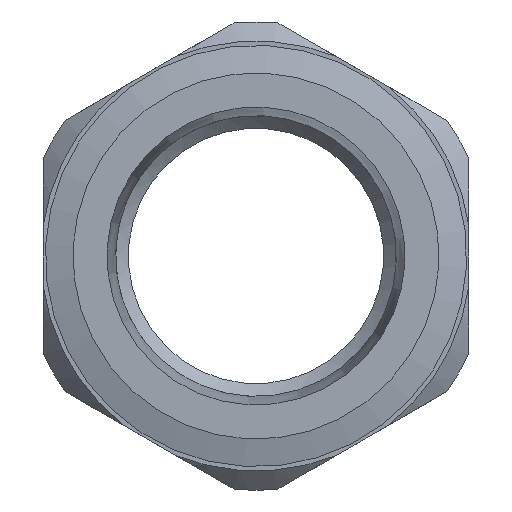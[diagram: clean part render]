
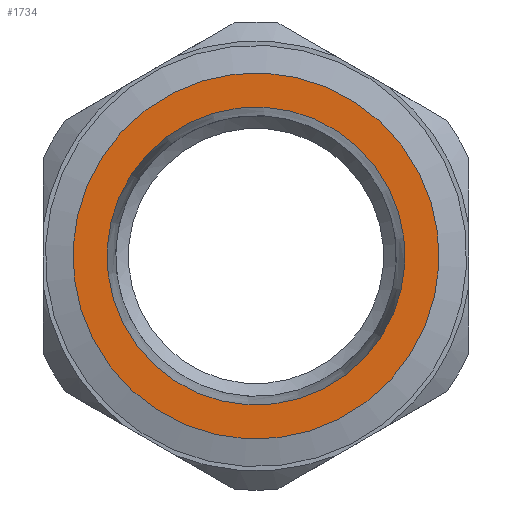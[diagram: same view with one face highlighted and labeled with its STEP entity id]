
A CAD part, left-side view. The second image highlights one B-rep face of the part: STEP entity #1734.
In plain terms, the highlighted planar face has unit normal (-1, 0, 0).
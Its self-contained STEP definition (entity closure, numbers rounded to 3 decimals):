
#89=FACE_BOUND('',#302,.T.);
#113=PLANE('',#1976);
#193=FACE_OUTER_BOUND('',#301,.T.);
#301=EDGE_LOOP('',(#1457,#1458));
#302=EDGE_LOOP('',(#1459,#1460));
#581=CIRCLE('',#1977,21.5);
#582=CIRCLE('',#1978,21.5);
#583=CIRCLE('',#1979,17.5);
#584=CIRCLE('',#1980,17.5);
#760=VERTEX_POINT('',#3077);
#761=VERTEX_POINT('',#3078);
#762=VERTEX_POINT('',#3081);
#763=VERTEX_POINT('',#3082);
#998=EDGE_CURVE('',#760,#761,#581,.T.);
#999=EDGE_CURVE('',#761,#760,#582,.T.);
#1000=EDGE_CURVE('',#762,#763,#583,.T.);
#1001=EDGE_CURVE('',#763,#762,#584,.T.);
#1457=ORIENTED_EDGE('',*,*,#998,.T.);
#1458=ORIENTED_EDGE('',*,*,#999,.T.);
#1459=ORIENTED_EDGE('',*,*,#1000,.T.);
#1460=ORIENTED_EDGE('',*,*,#1001,.T.);
#1734=ADVANCED_FACE('',(#193,#89),#113,.T.);
#1976=AXIS2_PLACEMENT_3D('',#3076,#2496,#2497);
#1977=AXIS2_PLACEMENT_3D('',#3079,#2498,#2499);
#1978=AXIS2_PLACEMENT_3D('',#3080,#2500,#2501);
#1979=AXIS2_PLACEMENT_3D('',#3083,#2502,#2503);
#1980=AXIS2_PLACEMENT_3D('',#3084,#2504,#2505);
#2496=DIRECTION('center_axis',(-1.,0.,0.));
#2497=DIRECTION('ref_axis',(0.,0.12,0.993));
#2498=DIRECTION('center_axis',(-1.,0.,0.));
#2499=DIRECTION('ref_axis',(0.,0.993,-0.12));
#2500=DIRECTION('center_axis',(-1.,0.,0.));
#2501=DIRECTION('ref_axis',(0.,0.993,-0.12));
#2502=DIRECTION('center_axis',(1.,0.,0.));
#2503=DIRECTION('ref_axis',(0.,0.993,-0.12));
#2504=DIRECTION('center_axis',(1.,0.,0.));
#2505=DIRECTION('ref_axis',(0.,0.993,-0.12));
#3076=CARTESIAN_POINT('Origin',(-22.,0.,0.));
#3077=CARTESIAN_POINT('',(-22.,21.344,-2.589));
#3078=CARTESIAN_POINT('',(-22.,-21.344,2.589));
#3079=CARTESIAN_POINT('Origin',(-22.,0.,0.));
#3080=CARTESIAN_POINT('Origin',(-22.,0.,0.));
#3081=CARTESIAN_POINT('',(-22.,17.373,-2.107));
#3082=CARTESIAN_POINT('',(-22.,-17.373,2.107));
#3083=CARTESIAN_POINT('Origin',(-22.,0.,0.));
#3084=CARTESIAN_POINT('Origin',(-22.,0.,0.));
